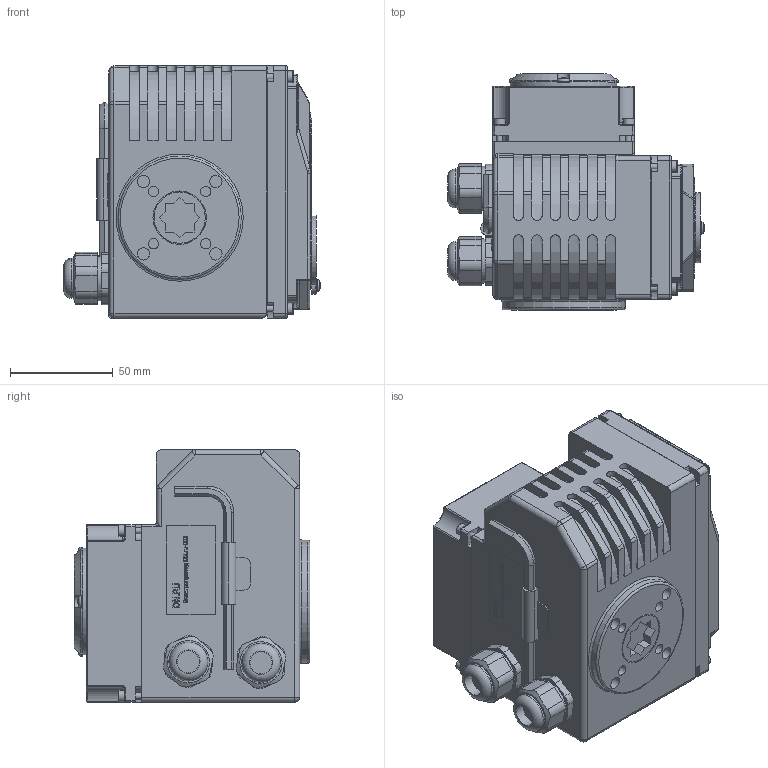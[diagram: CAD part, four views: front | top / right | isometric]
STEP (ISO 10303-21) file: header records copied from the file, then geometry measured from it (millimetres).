
FILE_DESCRIPTION(/* description */ (''),/* implementation_level */ '2;1');
FILE_NAME(/* name */ 'QT-N-003EM_3D_STEP.stp',/* time_stamp */ '2025-12-25T08:47:58+03:00',/* author */ ('igorr'),/* organization */ (''),/* preprocessor_version */ 'ST-DEVELOPER v20',/* originating_system */ 'Autodesk Inventor 2025',/* authorisation */ '');
FILE_SCHEMA (('AUTOMOTIVE_DESIGN { 1 0 10303 214 3 1 1 }'));
Length unit declared in the file: millimetre
Products named in the file (7): Сборка; Деталь; AS 1420 - 1973 - M3 x 20; AS 1427 - M3 x 16; AS 1427 - M3 x 5; Деталь1; Деталь1_1
Assembly tree (17 placements, depth 2):
  Сборка
    Деталь
    AS 1420 - 1973 - M3 x 20  x8
    AS 1427 - M3 x 16  x4
    AS 1427 - M3 x 5
    Деталь1_1  x2
    Деталь1
Bounding box: 125.22 x 115 x 123 mm (x, y, z)
Volume: 1028077.3 mm3; surface area: 106057.9 mm2
Topology: 17 solids, 17 shells, 1321 faces, 3433 edges, 2234 vertices
Faces by surface type: plane 630, bspline 277, cylinder 237, cone 84, torus 69, sphere 24
Full cylindrical faces by diameter (mm): 2.693 x5, 3 x13, 5 x4, 5.5 x8, 6 x4, 10.772 x2, 18.963 x2, 21.521 x2, 25 x1, 26 x1, 34.486 x1, 40 x1, 42.826 x1, 52 x1, 60 x1
Entity records: 37718 total; most frequent: CARTESIAN_POINT 11161, ORIENTED_EDGE 5692, DIRECTION 4439, EDGE_CURVE 2846, VERTEX_POINT 1853, LINE 1653, VECTOR 1653, AXIS2_PLACEMENT_3D 1393
